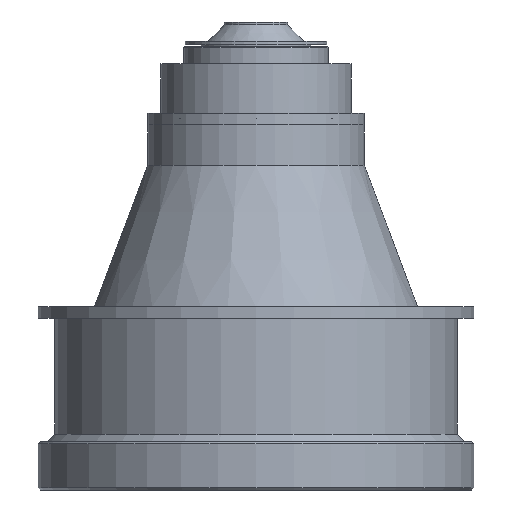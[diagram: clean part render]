
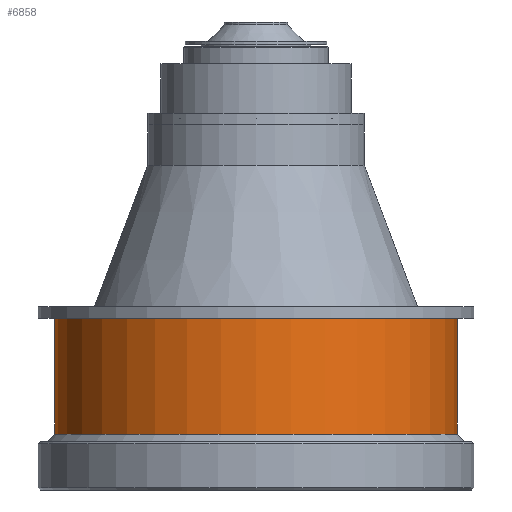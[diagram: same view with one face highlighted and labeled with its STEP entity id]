
A CAD part, front view. The second image highlights one B-rep face of the part: STEP entity #6858.
In plain terms, the highlighted cylindrical face has radius 174.5 mm (diameter 349 mm), a partial arc.
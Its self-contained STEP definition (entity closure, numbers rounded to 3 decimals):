
#767 = VERTEX_POINT ( 'NONE', #17747 ) ;
#3914 = AXIS2_PLACEMENT_3D ( 'NONE', #12967, #13223, #21074 ) ;
#5185 = ORIENTED_EDGE ( 'NONE', *, *, #10784, .T. ) ;
#5294 = CARTESIAN_POINT ( 'NONE',  ( 0., 0., -355.415 ) ) ;
#5489 = VECTOR ( 'NONE', #18516, 1000. ) ;
#6839 = CYLINDRICAL_SURFACE ( 'NONE', #3914, 174.5 ) ;
#6858 = ADVANCED_FACE ( 'NONE', ( #17610 ), #6839, .T. ) ;
#8219 = ORIENTED_EDGE ( 'NONE', *, *, #23725, .F. ) ;
#8338 = VERTEX_POINT ( 'NONE', #11062 ) ;
#9249 = AXIS2_PLACEMENT_3D ( 'NONE', #26303, #12045, #12175 ) ;
#10784 = EDGE_CURVE ( 'NONE', #767, #8338, #14392, .T. ) ;
#11062 = CARTESIAN_POINT ( 'NONE',  ( 174.5, 0., -254.915 ) ) ;
#11712 = ORIENTED_EDGE ( 'NONE', *, *, #21487, .F. ) ;
#12045 = DIRECTION ( 'NONE',  ( 0., 0., 1. ) ) ;
#12175 = DIRECTION ( 'NONE',  ( 1., 0., 0. ) ) ;
#12784 = CARTESIAN_POINT ( 'NONE',  ( 174.5, 0., -151.995 ) ) ;
#12902 = DIRECTION ( 'NONE',  ( 0., 0., 1. ) ) ;
#12967 = CARTESIAN_POINT ( 'NONE',  ( 0., 0., -151.995 ) ) ;
#13223 = DIRECTION ( 'NONE',  ( 0., 0., 1. ) ) ;
#13584 = AXIS2_PLACEMENT_3D ( 'NONE', #5294, #12902, #21015 ) ;
#13903 = CARTESIAN_POINT ( 'NONE',  ( -174.5, 0., -151.995 ) ) ;
#14392 = LINE ( 'NONE', #12784, #5489 ) ;
#15210 = VECTOR ( 'NONE', #22023, 1000. ) ;
#16328 = ORIENTED_EDGE ( 'NONE', *, *, #25625, .T. ) ;
#17610 = FACE_OUTER_BOUND ( 'NONE', #26369, .T. ) ;
#17747 = CARTESIAN_POINT ( 'NONE',  ( 174.5, 0., -355.415 ) ) ;
#18516 = DIRECTION ( 'NONE',  ( 0., 0., 1. ) ) ;
#18682 = CIRCLE ( 'NONE', #13584, 174.5 ) ;
#21015 = DIRECTION ( 'NONE',  ( 1., 0., 0. ) ) ;
#21074 = DIRECTION ( 'NONE',  ( 1., 0., 0. ) ) ;
#21151 = VERTEX_POINT ( 'NONE', #22190 ) ;
#21386 = CARTESIAN_POINT ( 'NONE',  ( -174.5, 0., -355.415 ) ) ;
#21487 = EDGE_CURVE ( 'NONE', #21151, #8338, #24076, .T. ) ;
#22023 = DIRECTION ( 'NONE',  ( 0., 0., 1. ) ) ;
#22190 = CARTESIAN_POINT ( 'NONE',  ( -174.5, 0., -254.915 ) ) ;
#23179 = VERTEX_POINT ( 'NONE', #21386 ) ;
#23615 = LINE ( 'NONE', #13903, #15210 ) ;
#23725 = EDGE_CURVE ( 'NONE', #23179, #21151, #23615, .T. ) ;
#24076 = CIRCLE ( 'NONE', #9249, 174.5 ) ;
#25625 = EDGE_CURVE ( 'NONE', #23179, #767, #18682, .T. ) ;
#26303 = CARTESIAN_POINT ( 'NONE',  ( 0., 0., -254.915 ) ) ;
#26369 = EDGE_LOOP ( 'NONE', ( #8219, #16328, #5185, #11712 ) ) ;
